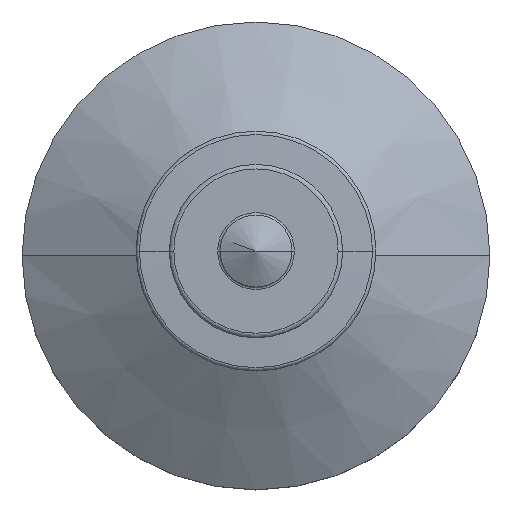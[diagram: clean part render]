
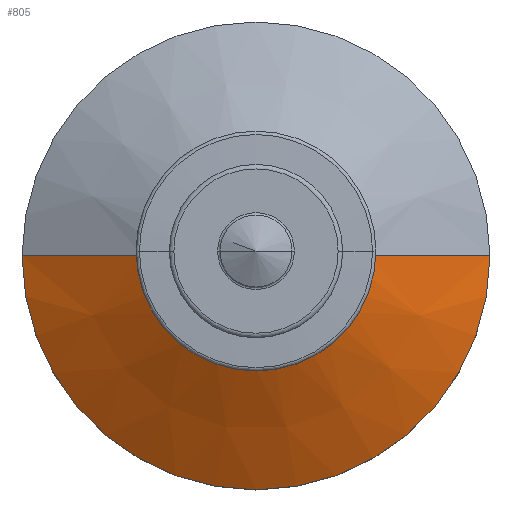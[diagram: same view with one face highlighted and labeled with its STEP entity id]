
A CAD part, top view. The second image highlights one B-rep face of the part: STEP entity #805.
In plain terms, the highlighted conical face has half-angle 60 degrees and reference radius 9.5 mm.
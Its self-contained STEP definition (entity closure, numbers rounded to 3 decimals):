
#108 = ORIENTED_EDGE ( 'NONE', *, *, #343, .T. ) ;
#117 = CIRCLE ( 'NONE', #449, 9.5 ) ;
#196 = LINE ( 'NONE', #979, #1203 ) ;
#201 = CIRCLE ( 'NONE', #690, 19.5 ) ;
#284 = VERTEX_POINT ( 'NONE', #1675 ) ;
#307 = VECTOR ( 'NONE', #396, 1000. ) ;
#311 = CONICAL_SURFACE ( 'NONE', #774, 9.5, 1.047 ) ;
#343 = EDGE_CURVE ( 'NONE', #497, #1497, #201, .T. ) ;
#358 = CARTESIAN_POINT ( 'NONE',  ( 0., 0., 8. ) ) ;
#386 = DIRECTION ( 'NONE',  ( -1., 0., 0. ) ) ;
#396 = DIRECTION ( 'NONE',  ( 0.866, 0., -0.5 ) ) ;
#422 = ORIENTED_EDGE ( 'NONE', *, *, #648, .F. ) ;
#449 = AXIS2_PLACEMENT_3D ( 'NONE', #1281, #1404, #1653 ) ;
#467 = ORIENTED_EDGE ( 'NONE', *, *, #1042, .T. ) ;
#478 = VERTEX_POINT ( 'NONE', #732 ) ;
#480 = CARTESIAN_POINT ( 'NONE',  ( 0., 0., 13.774 ) ) ;
#483 = DIRECTION ( 'NONE',  ( 1., 0., 0. ) ) ;
#497 = VERTEX_POINT ( 'NONE', #1243 ) ;
#532 = CARTESIAN_POINT ( 'NONE',  ( 9.5, 0., 13.774 ) ) ;
#598 = DIRECTION ( 'NONE',  ( 0., 0., -1. ) ) ;
#635 = LINE ( 'NONE', #532, #307 ) ;
#648 = EDGE_CURVE ( 'NONE', #284, #1497, #635, .T. ) ;
#690 = AXIS2_PLACEMENT_3D ( 'NONE', #358, #1300, #483 ) ;
#732 = CARTESIAN_POINT ( 'NONE',  ( -9.5, 0., 13.774 ) ) ;
#774 = AXIS2_PLACEMENT_3D ( 'NONE', #480, #598, #386 ) ;
#799 = CARTESIAN_POINT ( 'NONE',  ( 19.5, 0., 8. ) ) ;
#805 = ADVANCED_FACE ( 'NONE', ( #1467 ), #311, .T. ) ;
#979 = CARTESIAN_POINT ( 'NONE',  ( -9.5, 0., 13.774 ) ) ;
#1042 = EDGE_CURVE ( 'NONE', #478, #497, #196, .T. ) ;
#1096 = EDGE_LOOP ( 'NONE', ( #422, #1154, #467, #108 ) ) ;
#1154 = ORIENTED_EDGE ( 'NONE', *, *, #1181, .F. ) ;
#1181 = EDGE_CURVE ( 'NONE', #478, #284, #117, .T. ) ;
#1203 = VECTOR ( 'NONE', #1663, 1000. ) ;
#1243 = CARTESIAN_POINT ( 'NONE',  ( -19.5, 0., 8. ) ) ;
#1281 = CARTESIAN_POINT ( 'NONE',  ( 0., 0., 13.774 ) ) ;
#1300 = DIRECTION ( 'NONE',  ( 0., 0., 1. ) ) ;
#1404 = DIRECTION ( 'NONE',  ( 0., 0., 1. ) ) ;
#1467 = FACE_OUTER_BOUND ( 'NONE', #1096, .T. ) ;
#1497 = VERTEX_POINT ( 'NONE', #799 ) ;
#1653 = DIRECTION ( 'NONE',  ( 1., 0., 0. ) ) ;
#1663 = DIRECTION ( 'NONE',  ( -0.866, 0., -0.5 ) ) ;
#1675 = CARTESIAN_POINT ( 'NONE',  ( 9.5, 0., 13.774 ) ) ;
